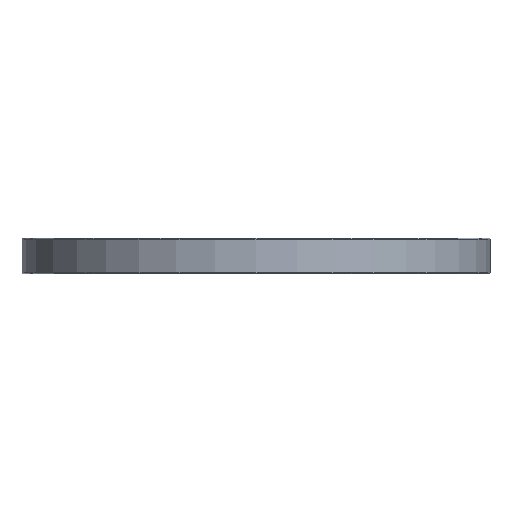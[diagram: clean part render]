
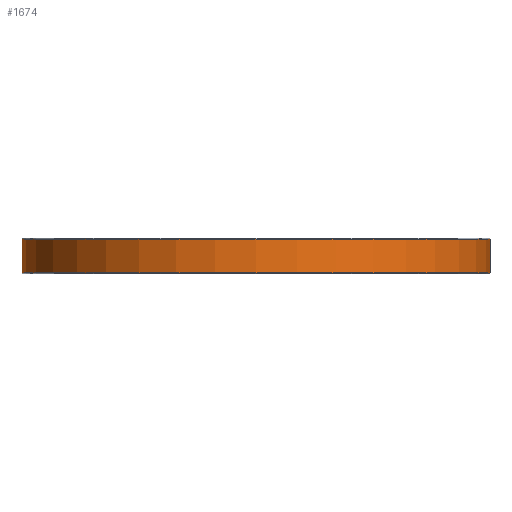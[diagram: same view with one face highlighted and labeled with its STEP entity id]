
A CAD part, front view. The second image highlights one B-rep face of the part: STEP entity #1674.
In plain terms, the highlighted cylindrical face has radius 209.5 mm (diameter 419 mm), a partial arc.
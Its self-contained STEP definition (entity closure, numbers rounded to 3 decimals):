
#130 = LINE ( 'NONE', #1536, #804 ) ;
#142 = CIRCLE ( 'NONE', #1607, 209.5 ) ;
#160 = DIRECTION ( 'NONE',  ( 1., 0., 0. ) ) ;
#202 = DIRECTION ( 'NONE',  ( 0., 0., -1. ) ) ;
#310 = AXIS2_PLACEMENT_3D ( 'NONE', #2321, #1939, #1155 ) ;
#311 = CARTESIAN_POINT ( 'NONE',  ( -209.5, 0., 31. ) ) ;
#342 = DIRECTION ( 'NONE',  ( 0., 0., 1. ) ) ;
#410 = LINE ( 'NONE', #766, #642 ) ;
#642 = VECTOR ( 'NONE', #1400, 1000. ) ;
#715 = DIRECTION ( 'NONE',  ( 0., 0., -1. ) ) ;
#717 = CYLINDRICAL_SURFACE ( 'NONE', #310, 209.5 ) ;
#766 = CARTESIAN_POINT ( 'NONE',  ( 209.5, 0., 32. ) ) ;
#779 = AXIS2_PLACEMENT_3D ( 'NONE', #1962, #715, #2317 ) ;
#804 = VECTOR ( 'NONE', #202, 1000. ) ;
#843 = VERTEX_POINT ( 'NONE', #2487 ) ;
#951 = EDGE_CURVE ( 'NONE', #843, #1624, #2125, .T. ) ;
#1155 = DIRECTION ( 'NONE',  ( -1., 0., 0. ) ) ;
#1170 = EDGE_CURVE ( 'NONE', #843, #1222, #410, .T. ) ;
#1215 = CARTESIAN_POINT ( 'NONE',  ( 209.5, 0., 1. ) ) ;
#1222 = VERTEX_POINT ( 'NONE', #1215 ) ;
#1249 = ORIENTED_EDGE ( 'NONE', *, *, #951, .T. ) ;
#1400 = DIRECTION ( 'NONE',  ( 0., 0., -1. ) ) ;
#1431 = ORIENTED_EDGE ( 'NONE', *, *, #1170, .F. ) ;
#1463 = ORIENTED_EDGE ( 'NONE', *, *, #2131, .T. ) ;
#1536 = CARTESIAN_POINT ( 'NONE',  ( -209.5, 0., 32. ) ) ;
#1579 = EDGE_LOOP ( 'NONE', ( #1431, #1249, #1463, #1687 ) ) ;
#1607 = AXIS2_PLACEMENT_3D ( 'NONE', #2367, #342, #160 ) ;
#1624 = VERTEX_POINT ( 'NONE', #311 ) ;
#1674 = ADVANCED_FACE ( 'NONE', ( #1761 ), #717, .T. ) ;
#1687 = ORIENTED_EDGE ( 'NONE', *, *, #2559, .T. ) ;
#1761 = FACE_OUTER_BOUND ( 'NONE', #1579, .T. ) ;
#1815 = VERTEX_POINT ( 'NONE', #2396 ) ;
#1939 = DIRECTION ( 'NONE',  ( 0., 0., -1. ) ) ;
#1962 = CARTESIAN_POINT ( 'NONE',  ( 0., 0., 31. ) ) ;
#2125 = CIRCLE ( 'NONE', #779, 209.5 ) ;
#2131 = EDGE_CURVE ( 'NONE', #1624, #1815, #130, .T. ) ;
#2317 = DIRECTION ( 'NONE',  ( 1., 0., 0. ) ) ;
#2321 = CARTESIAN_POINT ( 'NONE',  ( 0., 0., 32. ) ) ;
#2367 = CARTESIAN_POINT ( 'NONE',  ( 0., 0., 1. ) ) ;
#2396 = CARTESIAN_POINT ( 'NONE',  ( -209.5, 0., 1. ) ) ;
#2487 = CARTESIAN_POINT ( 'NONE',  ( 209.5, 0., 31. ) ) ;
#2559 = EDGE_CURVE ( 'NONE', #1815, #1222, #142, .T. ) ;
